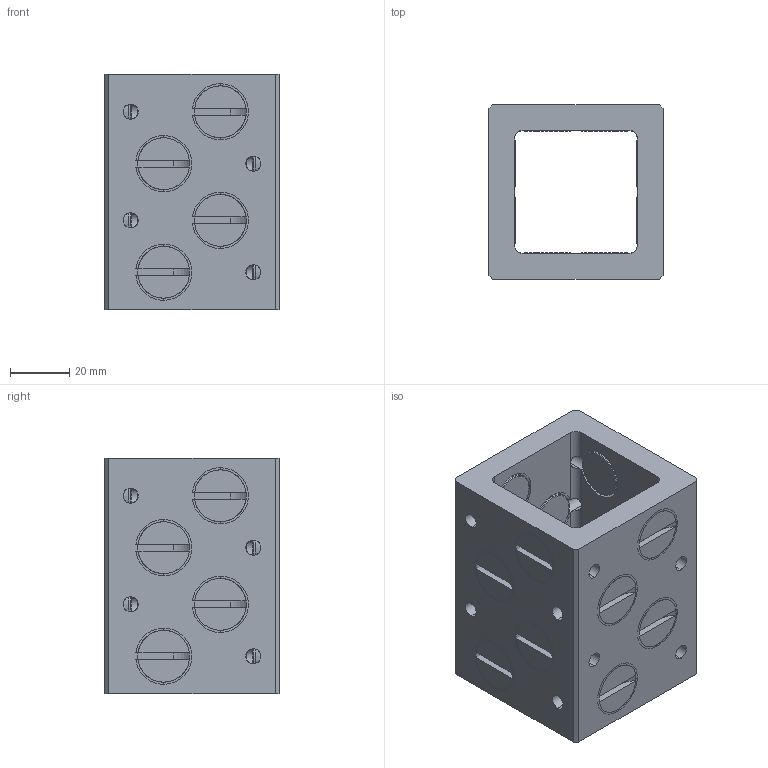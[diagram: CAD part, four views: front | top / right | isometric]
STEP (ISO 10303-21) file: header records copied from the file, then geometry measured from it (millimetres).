
FILE_DESCRIPTION (( 'STEP AP203' ), '1' );
FILE_NAME ('SquareBearing_9B702E5E07.step', '2023-02-16T20:56:52', ( '' ), ( '' ), 'SwSTEP 2.0', 'SolidWorks 2019', '' );
FILE_SCHEMA (( 'CONFIG_CONTROL_DESIGN' ));
Length unit declared in the file: inch
Products named in the file (3): SquareBearing_9B702E5E07; 0cAvENsUFs_CADModel_0
Assembly tree (1 placements, depth 2):
  SquareBearing_9B702E5E07
    0cAvENsUFs_CADModel_0
  0cAvENsUFs_CADModel_0
Bounding box: 58.67 x 58.67 x 79.38 mm (x, y, z)
Volume: 135280.1 mm3; surface area: 60443.4 mm2
Topology: 33 solids, 33 shells, 466 faces, 1120 edges, 704 vertices
Faces by surface type: cylinder 196, plane 158, torus 64, cone 48
Entity records: 15034 total; most frequent: CARTESIAN_POINT 3575, DIRECTION 2518, ORIENTED_EDGE 2240, EDGE_CURVE 1120, AXIS2_PLACEMENT_3D 1055, VERTEX_POINT 704, CIRCLE 584, EDGE_LOOP 516
